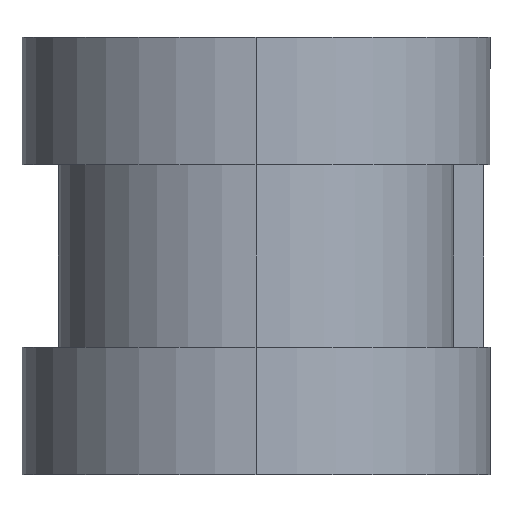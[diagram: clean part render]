
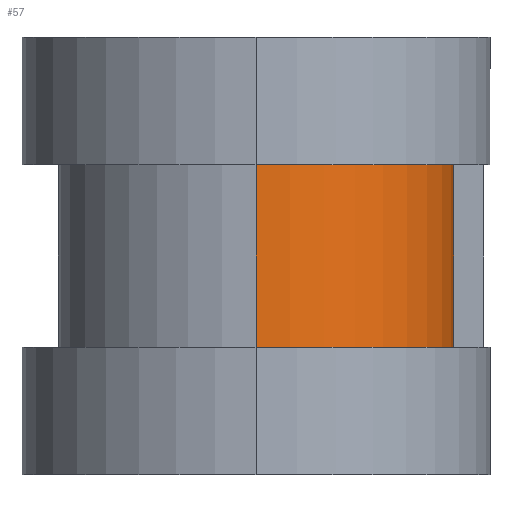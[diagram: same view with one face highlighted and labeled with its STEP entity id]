
A CAD part, left-side view. The second image highlights one B-rep face of the part: STEP entity #57.
In plain terms, the highlighted cylindrical face has radius 6.5 mm (diameter 13 mm), a partial arc.
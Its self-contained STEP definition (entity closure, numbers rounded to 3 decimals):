
#6 = CARTESIAN_POINT ( 'NONE',  ( -6.5, 6., 3. ) ) ;
#16 = AXIS2_PLACEMENT_3D ( 'NONE', #351, #1088, #134 ) ;
#43 = ORIENTED_EDGE ( 'NONE', *, *, #1389, .F. ) ;
#47 = EDGE_LOOP ( 'NONE', ( #1460, #1481, #43, #1070 ) ) ;
#57 = ADVANCED_FACE ( 'NONE', ( #1183 ), #944, .T. ) ;
#134 = DIRECTION ( 'NONE',  ( 0., -1., 0. ) ) ;
#178 = AXIS2_PLACEMENT_3D ( 'NONE', #1538, #570, #950 ) ;
#224 = EDGE_CURVE ( 'NONE', #1135, #226, #319, .T. ) ;
#226 = VERTEX_POINT ( 'NONE', #6 ) ;
#319 = CIRCLE ( 'NONE', #16, 6.5 ) ;
#351 = CARTESIAN_POINT ( 'NONE',  ( 0., 6., 3. ) ) ;
#393 = LINE ( 'NONE', #886, #1319 ) ;
#419 = EDGE_CURVE ( 'NONE', #226, #1261, #393, .T. ) ;
#420 = VECTOR ( 'NONE', #523, 1000. ) ;
#439 = CARTESIAN_POINT ( 'NONE',  ( 0., -0.5, -3. ) ) ;
#491 = EDGE_CURVE ( 'NONE', #1135, #858, #1047, .T. ) ;
#523 = DIRECTION ( 'NONE',  ( 0., 0., -1. ) ) ;
#536 = CIRCLE ( 'NONE', #178, 6.5 ) ;
#570 = DIRECTION ( 'NONE',  ( 0., 0., -1. ) ) ;
#767 = DIRECTION ( 'NONE',  ( 0., 0., -1. ) ) ;
#790 = AXIS2_PLACEMENT_3D ( 'NONE', #918, #1427, #1411 ) ;
#858 = VERTEX_POINT ( 'NONE', #439 ) ;
#886 = CARTESIAN_POINT ( 'NONE',  ( -6.5, 6., 6. ) ) ;
#918 = CARTESIAN_POINT ( 'NONE',  ( 0., 6., 6. ) ) ;
#929 = CARTESIAN_POINT ( 'NONE',  ( 0., -0.5, 6. ) ) ;
#944 = CYLINDRICAL_SURFACE ( 'NONE', #790, 6.5 ) ;
#950 = DIRECTION ( 'NONE',  ( 0., -1., 0. ) ) ;
#1047 = LINE ( 'NONE', #929, #420 ) ;
#1070 = ORIENTED_EDGE ( 'NONE', *, *, #491, .F. ) ;
#1088 = DIRECTION ( 'NONE',  ( 0., 0., -1. ) ) ;
#1135 = VERTEX_POINT ( 'NONE', #1452 ) ;
#1183 = FACE_OUTER_BOUND ( 'NONE', #47, .T. ) ;
#1261 = VERTEX_POINT ( 'NONE', #1489 ) ;
#1319 = VECTOR ( 'NONE', #767, 1000. ) ;
#1389 = EDGE_CURVE ( 'NONE', #858, #1261, #536, .T. ) ;
#1411 = DIRECTION ( 'NONE',  ( -1., 0., 0. ) ) ;
#1427 = DIRECTION ( 'NONE',  ( 0., 0., -1. ) ) ;
#1452 = CARTESIAN_POINT ( 'NONE',  ( 0., -0.5, 3. ) ) ;
#1460 = ORIENTED_EDGE ( 'NONE', *, *, #224, .T. ) ;
#1481 = ORIENTED_EDGE ( 'NONE', *, *, #419, .T. ) ;
#1489 = CARTESIAN_POINT ( 'NONE',  ( -6.5, 6., -3. ) ) ;
#1538 = CARTESIAN_POINT ( 'NONE',  ( 0., 6., -3. ) ) ;
